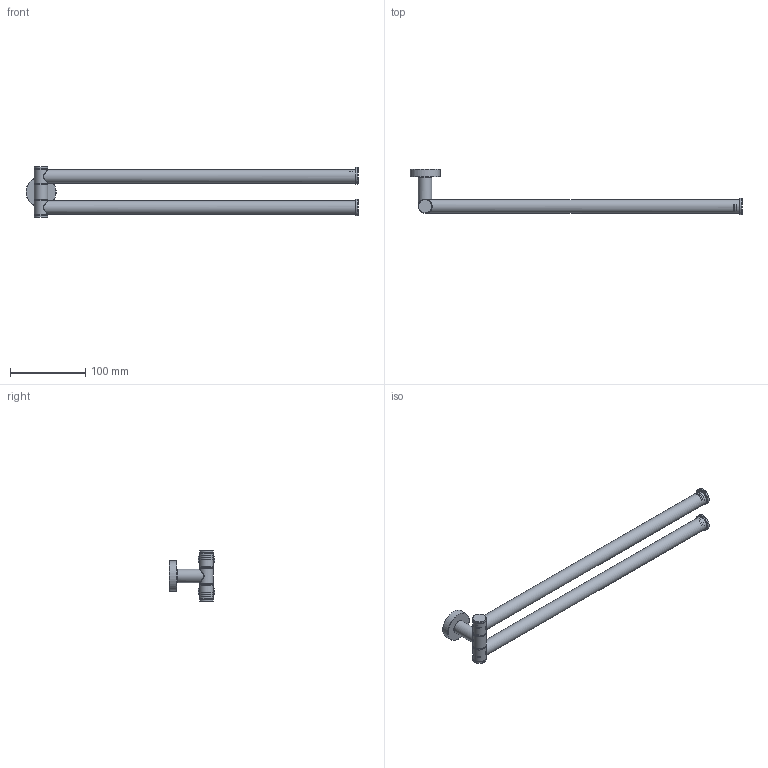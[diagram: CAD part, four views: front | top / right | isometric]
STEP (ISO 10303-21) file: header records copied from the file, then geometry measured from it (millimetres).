
FILE_DESCRIPTION(/* description */ ('Unknown'),/* implementation_level */ '2;1');
FILE_NAME(/* name */ 'CBA15',/* time_stamp */ '2016-05-24T15:10:56+02:00',/* author */ ('Unknown'),/* organization */ ('Unknown'),/* preprocessor_version */ 'ST-DEVELOPER v16.7',/* originating_system */ 'DEX',/* authorisation */ $);
FILE_SCHEMA (('AUTOMOTIVE_DESIGN {1 0 10303 214 3 1 1}'));
Length unit declared in the file: millimetre
Products named in the file (15): APPOGGIO LT; PORTA ASCIUGAMANO DOPPIO; PORTA ASCIUGAMANO DOPPIO_10; PORTA ASCIUGAMANO DOPPIO_11; PORTA ASCIUGAMANO DOPPIO_12; PORTA ASCIUGAMANO DOPPIO_13; PORTA ASCIUGAMANO DOPPIO_14; PORTA ASCIUGAMANO DOPPIO_15; PORTA ASCIUGAMANO DOPPIO_16; PORTA ASCIUGAMANO DOPPIO_17; PORTA ASCIUGAMANO DOPPIO_18; PORTA ASCIUGAMANO DOPPIO_19; PORTA ASCIUGAMANO DOPPIO_20; PORTA ASCIUGAMANO DOPPIO_21; PORTA ASCIUGAMANO DOPPIO_22
Assembly tree (14 placements, depth 3):
  APPOGGIO LT
    PORTA ASCIUGAMANO DOPPIO
      PORTA ASCIUGAMANO DOPPIO_10
      PORTA ASCIUGAMANO DOPPIO_11
      PORTA ASCIUGAMANO DOPPIO_12
      PORTA ASCIUGAMANO DOPPIO_13
      PORTA ASCIUGAMANO DOPPIO_14
      PORTA ASCIUGAMANO DOPPIO_15
      PORTA ASCIUGAMANO DOPPIO_16
      PORTA ASCIUGAMANO DOPPIO_17
      PORTA ASCIUGAMANO DOPPIO_18
      PORTA ASCIUGAMANO DOPPIO_19
      PORTA ASCIUGAMANO DOPPIO_20
      PORTA ASCIUGAMANO DOPPIO_21
      PORTA ASCIUGAMANO DOPPIO_22
Bounding box: 440 x 60 x 67.4 mm (x, y, z)
Volume: 68773.5 mm3; surface area: 109646.8 mm2
Topology: 13 solids, 13 shells, 126 faces, 246 edges, 163 vertices
Faces by surface type: cylinder 42, plane 41, torus 27, bspline 10, cone 6
Full cylindrical faces by diameter (mm): 4.917 x4, 6 x5, 6.1 x1, 11.5 x1, 16 x13, 18 x10, 22 x2, 32.2 x1, 40 x1
Entity records: 7931 total; most frequent: CARTESIAN_POINT 5416, DIRECTION 470, ORIENTED_EDGE 290, FACE_BOUND 239, EDGE_LOOP 235, AXIS2_PLACEMENT_3D 234, EDGE_CURVE 145, VERTEX_POINT 138
